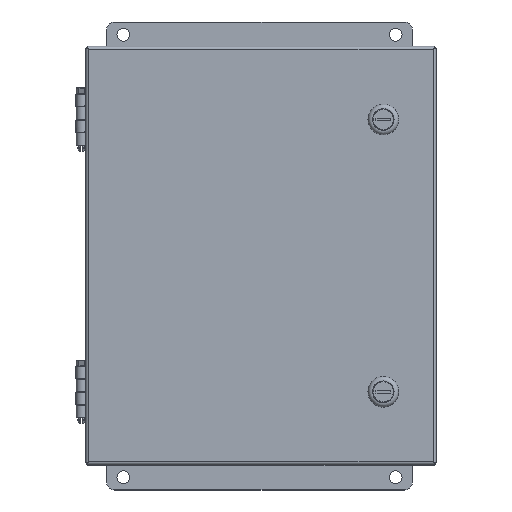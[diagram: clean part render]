
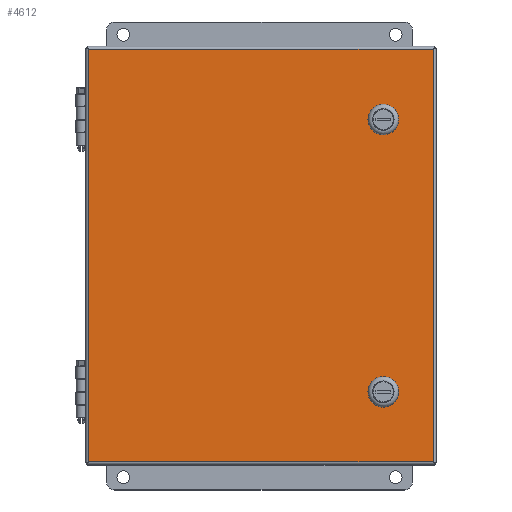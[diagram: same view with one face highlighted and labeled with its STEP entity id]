
A CAD part, top view. The second image highlights one B-rep face of the part: STEP entity #4612.
In plain terms, the highlighted face is planar.
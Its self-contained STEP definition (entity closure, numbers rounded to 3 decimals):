
#4612 = ADVANCED_FACE( '', ( #9401, #9402, #9403 ), #9404, .T. );
#9401 = FACE_BOUND( '', #37251, .T. );
#9402 = FACE_BOUND( '', #37252, .T. );
#9403 = FACE_OUTER_BOUND( '', #37253, .T. );
#9404 = PLANE( '', #37254 );
#37251 = EDGE_LOOP( '', ( #56174, #56175, #56176, #56177 ) );
#37252 = EDGE_LOOP( '', ( #56178, #56179, #56180, #56181 ) );
#37253 = EDGE_LOOP( '', ( #56182, #56183, #56184, #56185 ) );
#37254 = AXIS2_PLACEMENT_3D( '', #56186, #56187, #56188 );
#56174 = ORIENTED_EDGE( '', *, *, #59513, .F. );
#56175 = ORIENTED_EDGE( '', *, *, #59509, .F. );
#56176 = ORIENTED_EDGE( '', *, *, #59698, .F. );
#56177 = ORIENTED_EDGE( '', *, *, #58910, .F. );
#56178 = ORIENTED_EDGE( '', *, *, #63205, .F. );
#56179 = ORIENTED_EDGE( '', *, *, #60607, .F. );
#56180 = ORIENTED_EDGE( '', *, *, #63206, .F. );
#56181 = ORIENTED_EDGE( '', *, *, #63207, .F. );
#56182 = ORIENTED_EDGE( '', *, *, #60022, .T. );
#56183 = ORIENTED_EDGE( '', *, *, #62644, .F. );
#56184 = ORIENTED_EDGE( '', *, *, #62873, .T. );
#56185 = ORIENTED_EDGE( '', *, *, #59344, .T. );
#56186 = CARTESIAN_POINT( '', ( -130.81, 0., -156.21 ) );
#56187 = DIRECTION( '', ( 0., -1., 0. ) );
#56188 = DIRECTION( '', ( 0., 0., -1. ) );
#58910 = EDGE_CURVE( '', #64240, #64242, #64243, .T. );
#59344 = EDGE_CURVE( '', #65008, #65016, #65018, .T. );
#59509 = EDGE_CURVE( '', #65292, #65294, #65295, .T. );
#59513 = EDGE_CURVE( '', #65294, #64240, #65300, .T. );
#59698 = EDGE_CURVE( '', #64242, #65292, #65597, .T. );
#60022 = EDGE_CURVE( '', #65016, #64284, #66125, .T. );
#60607 = EDGE_CURVE( '', #67053, #67055, #67056, .T. );
#62644 = EDGE_CURVE( '', #69882, #64284, #69884, .T. );
#62873 = EDGE_CURVE( '', #69882, #65008, #70164, .T. );
#63205 = EDGE_CURVE( '', #67055, #70539, #70540, .T. );
#63206 = EDGE_CURVE( '', #70541, #67053, #70542, .T. );
#63207 = EDGE_CURVE( '', #70539, #70541, #70543, .T. );
#64240 = VERTEX_POINT( '', #72734 );
#64242 = VERTEX_POINT( '', #72737 );
#64243 = LINE( '', #72738, #72739 );
#64284 = VERTEX_POINT( '', #72823 );
#65008 = VERTEX_POINT( '', #74586 );
#65016 = VERTEX_POINT( '', #74595 );
#65018 = LINE( '', #74597, #74598 );
#65292 = VERTEX_POINT( '', #75122 );
#65294 = VERTEX_POINT( '', #75125 );
#65295 = LINE( '', #75126, #75127 );
#65300 = CIRCLE( '', #75134, 9.716 );
#65597 = CIRCLE( '', #75922, 9.716 );
#66125 = LINE( '', #77217, #77218 );
#67053 = VERTEX_POINT( '', #79648 );
#67055 = VERTEX_POINT( '', #79651 );
#67056 = LINE( '', #79652, #79653 );
#69882 = VERTEX_POINT( '', #87368 );
#69884 = LINE( '', #87370, #87371 );
#70164 = LINE( '', #88270, #88271 );
#70539 = VERTEX_POINT( '', #89006 );
#70540 = CIRCLE( '', #89007, 9.716 );
#70541 = VERTEX_POINT( '', #89008 );
#70542 = CIRCLE( '', #89009, 9.716 );
#70543 = LINE( '', #89010, #89011 );
#72734 = CARTESIAN_POINT( '', ( 83.185, 0., 106.922 ) );
#72737 = CARTESIAN_POINT( '', ( 83.185, 0., 96.278 ) );
#72738 = CARTESIAN_POINT( '', ( 83.185, 0., 106.922 ) );
#72739 = VECTOR( '', #89927, 1000. );
#72823 = CARTESIAN_POINT( '', ( 128.473, 0., 153.873 ) );
#74586 = CARTESIAN_POINT( '', ( -128.473, 0., -153.873 ) );
#74595 = CARTESIAN_POINT( '', ( 128.473, 0., -153.873 ) );
#74597 = CARTESIAN_POINT( '', ( 130.81, 0., -153.873 ) );
#74598 = VECTOR( '', #90274, 1000. );
#75122 = CARTESIAN_POINT( '', ( 99.441, 0., 96.278 ) );
#75125 = CARTESIAN_POINT( '', ( 99.441, 0., 106.922 ) );
#75126 = CARTESIAN_POINT( '', ( 99.441, 0., 106.922 ) );
#75127 = VECTOR( '', #90417, 1000. );
#75134 = AXIS2_PLACEMENT_3D( '', #90420, #90421, #90422 );
#75922 = AXIS2_PLACEMENT_3D( '', #90565, #90566, #90567 );
#77217 = CARTESIAN_POINT( '', ( 128.473, 0., 153.873 ) );
#77218 = VECTOR( '', #90798, 1000. );
#79648 = CARTESIAN_POINT( '', ( 99.441, 0., -106.922 ) );
#79651 = CARTESIAN_POINT( '', ( 99.441, 0., -96.278 ) );
#79652 = CARTESIAN_POINT( '', ( 99.441, 0., -96.278 ) );
#79653 = VECTOR( '', #91135, 1000. );
#87368 = CARTESIAN_POINT( '', ( -128.473, 0., 153.873 ) );
#87370 = CARTESIAN_POINT( '', ( -128.473, 0., 153.873 ) );
#87371 = VECTOR( '', #92569, 1000. );
#88270 = CARTESIAN_POINT( '', ( -128.473, 0., -156.21 ) );
#88271 = VECTOR( '', #92682, 1000. );
#89006 = CARTESIAN_POINT( '', ( 83.185, 0., -96.278 ) );
#89007 = AXIS2_PLACEMENT_3D( '', #92879, #92880, #92881 );
#89008 = CARTESIAN_POINT( '', ( 83.185, 0., -106.922 ) );
#89009 = AXIS2_PLACEMENT_3D( '', #92882, #92883, #92884 );
#89010 = CARTESIAN_POINT( '', ( 83.185, 0., -96.278 ) );
#89011 = VECTOR( '', #92885, 1000. );
#89927 = DIRECTION( '', ( 0., 0., -1. ) );
#90274 = DIRECTION( '', ( 1., 0., 0. ) );
#90417 = DIRECTION( '', ( 0., 0., 1. ) );
#90420 = CARTESIAN_POINT( '', ( 91.313, 0., 101.6 ) );
#90421 = DIRECTION( '', ( 0., -1., 0. ) );
#90422 = DIRECTION( '', ( 1., 0., 0. ) );
#90565 = CARTESIAN_POINT( '', ( 91.313, 0., 101.6 ) );
#90566 = DIRECTION( '', ( 0., -1., 0. ) );
#90567 = DIRECTION( '', ( 1., 0., 0. ) );
#90798 = DIRECTION( '', ( 0., 0., 1. ) );
#91135 = DIRECTION( '', ( 0., 0., 1. ) );
#92569 = DIRECTION( '', ( 1., 0., 0. ) );
#92682 = DIRECTION( '', ( 0., 0., -1. ) );
#92879 = CARTESIAN_POINT( '', ( 91.313, 0., -101.6 ) );
#92880 = DIRECTION( '', ( 0., -1., 0. ) );
#92881 = DIRECTION( '', ( 1., 0., 0. ) );
#92882 = CARTESIAN_POINT( '', ( 91.313, 0., -101.6 ) );
#92883 = DIRECTION( '', ( 0., -1., 0. ) );
#92884 = DIRECTION( '', ( 1., 0., 0. ) );
#92885 = DIRECTION( '', ( 0., 0., -1. ) );
